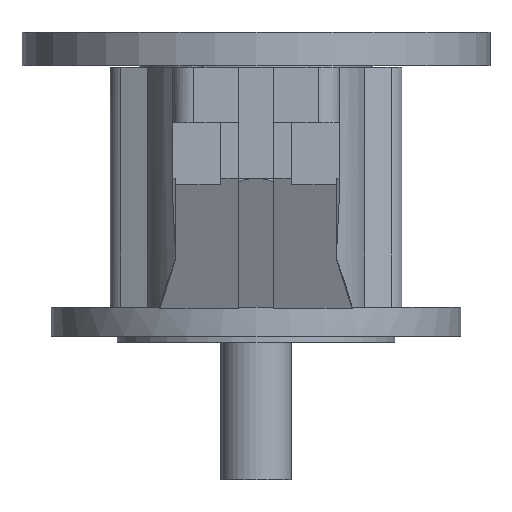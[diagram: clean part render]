
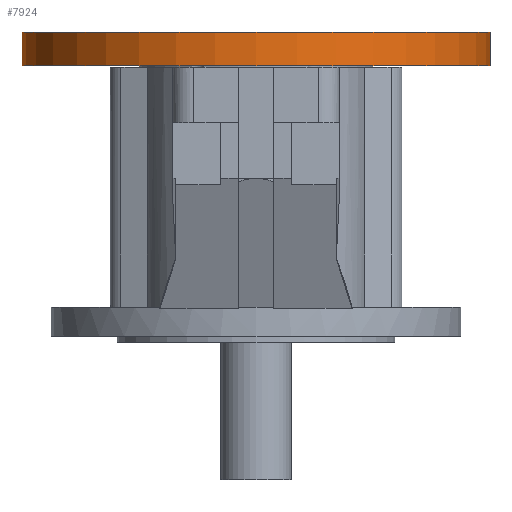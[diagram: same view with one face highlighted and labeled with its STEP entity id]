
A CAD part, front view. The second image highlights one B-rep face of the part: STEP entity #7924.
In plain terms, the highlighted cylindrical face has radius 80 mm (diameter 160 mm), a partial arc.
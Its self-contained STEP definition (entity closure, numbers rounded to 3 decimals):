
#164 = VERTEX_POINT ( 'NONE', #2026 ) ;
#319 = VECTOR ( 'NONE', #5930, 1000. ) ;
#374 = FACE_OUTER_BOUND ( 'NONE', #9065, .T. ) ;
#549 = DIRECTION ( 'NONE',  ( 0., 0., -1. ) ) ;
#567 = AXIS2_PLACEMENT_3D ( 'NONE', #3018, #9231, #3901 ) ;
#1045 = CARTESIAN_POINT ( 'NONE',  ( 80., 0., 12. ) ) ;
#1848 = EDGE_CURVE ( 'NONE', #5149, #164, #10983, .T. ) ;
#2026 = CARTESIAN_POINT ( 'NONE',  ( 80., 0., 0.5 ) ) ;
#2248 = ORIENTED_EDGE ( 'NONE', *, *, #1848, .F. ) ;
#2307 = CIRCLE ( 'NONE', #10726, 80. ) ;
#2512 = EDGE_CURVE ( 'NONE', #9071, #5149, #2307, .T. ) ;
#2545 = ORIENTED_EDGE ( 'NONE', *, *, #2512, .F. ) ;
#3018 = CARTESIAN_POINT ( 'NONE',  ( 0., 0., 0.5 ) ) ;
#3040 = DIRECTION ( 'NONE',  ( 0., 0., -1. ) ) ;
#3563 = VERTEX_POINT ( 'NONE', #6745 ) ;
#3733 = ORIENTED_EDGE ( 'NONE', *, *, #9119, .T. ) ;
#3786 = CARTESIAN_POINT ( 'NONE',  ( 0., 0., 12. ) ) ;
#3901 = DIRECTION ( 'NONE',  ( 1., 0., 0. ) ) ;
#4656 = DIRECTION ( 'NONE',  ( 1., 0., 0. ) ) ;
#4739 = ORIENTED_EDGE ( 'NONE', *, *, #9313, .T. ) ;
#5032 = CARTESIAN_POINT ( 'NONE',  ( -80., 0., 12. ) ) ;
#5050 = CARTESIAN_POINT ( 'NONE',  ( 0., 0., 12. ) ) ;
#5149 = VERTEX_POINT ( 'NONE', #1045 ) ;
#5930 = DIRECTION ( 'NONE',  ( 0., 0., -1. ) ) ;
#6260 = VECTOR ( 'NONE', #3040, 1000. ) ;
#6430 = AXIS2_PLACEMENT_3D ( 'NONE', #5050, #549, #11261 ) ;
#6745 = CARTESIAN_POINT ( 'NONE',  ( -80., 0., 0.5 ) ) ;
#7924 = ADVANCED_FACE ( 'NONE', ( #374 ), #9266, .T. ) ;
#8243 = CARTESIAN_POINT ( 'NONE',  ( -80., 0., 12. ) ) ;
#9065 = EDGE_LOOP ( 'NONE', ( #2248, #2545, #4739, #3733 ) ) ;
#9071 = VERTEX_POINT ( 'NONE', #8243 ) ;
#9119 = EDGE_CURVE ( 'NONE', #3563, #164, #11451, .T. ) ;
#9231 = DIRECTION ( 'NONE',  ( 0., 0., 1. ) ) ;
#9266 = CYLINDRICAL_SURFACE ( 'NONE', #6430, 80. ) ;
#9313 = EDGE_CURVE ( 'NONE', #9071, #3563, #10054, .T. ) ;
#9987 = DIRECTION ( 'NONE',  ( 0., 0., 1. ) ) ;
#10054 = LINE ( 'NONE', #5032, #319 ) ;
#10726 = AXIS2_PLACEMENT_3D ( 'NONE', #3786, #9987, #4656 ) ;
#10983 = LINE ( 'NONE', #11003, #6260 ) ;
#11003 = CARTESIAN_POINT ( 'NONE',  ( 80., 0., 12. ) ) ;
#11261 = DIRECTION ( 'NONE',  ( -1., 0., 0. ) ) ;
#11451 = CIRCLE ( 'NONE', #567, 80. ) ;
